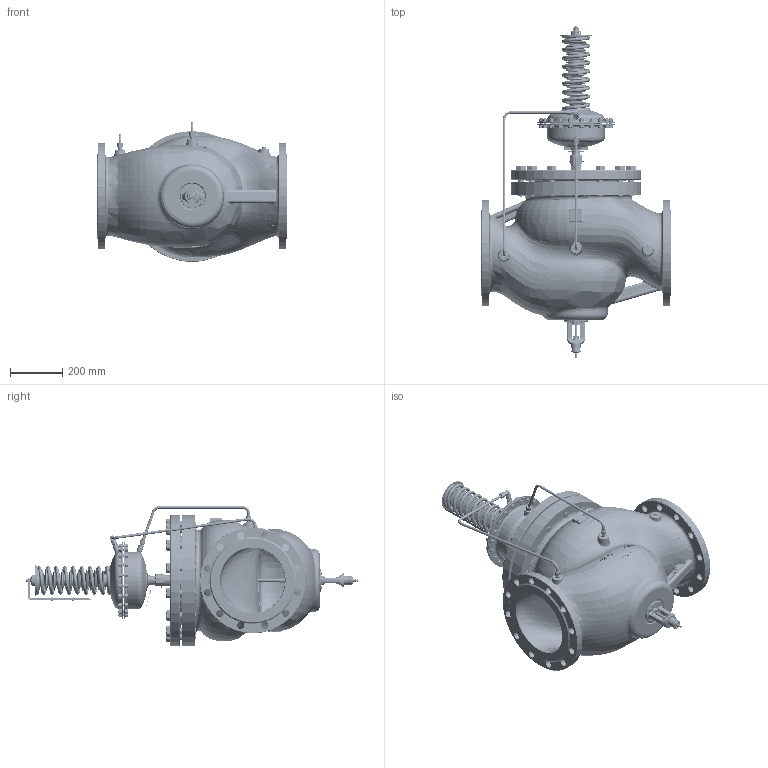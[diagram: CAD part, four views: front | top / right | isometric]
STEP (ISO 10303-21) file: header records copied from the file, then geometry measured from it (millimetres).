
FILE_DESCRIPTION((''),'2;1');
FILE_NAME('003G5566_AFQMP2_PN16_DN250_ASM','2022-03-28T15:48:28',('U369265'),(''),'CREO PARAMETRIC BY PTC INC, 2020342','CREO PARAMETRIC BY PTC INC, 2020342','');
FILE_SCHEMA(('CONFIG_CONTROL_DESIGN'));
Products named in the file (69): 88650550_VALVE_BODY_VFQM_DN250_; 88650760_VALVE_COVER_VFG_DN250_; HEX_SCREW_DIN931_M24X100_1; 88651210_YOKE_BODY_DN125_250__4; 88652270_SETT_SCREW_DN125-250_5; 88652330_STUFFING_BOX_DN150_2_3; 3220149_1_1_2_3_4_5; 88652960_CV_PISTON_H_SUB_DN250__ASM; 88651380_SPINDLE_CV_DN250_1; 88652990_CV_PISTON_SUB_DN250_AS_ASM; 88652800_POINTER_VFQM_1_1_2_3_5; 88652760_FLOW_LABEL_DN250_1; HEX_SCREW_DIN933_M06X18_1_1_2_5; 51817881_SCREW_SF_M3X5_1_1_2__5; 54540510_1_1_2_3_4_5; 188610240_1_1_2_3_4_5; WALTER_CONNECTION_1_1_2_3_4_5; WALTER_PROFILE_RING_1_1_2_3_4_5; WALTER_CONNECTION_NUT_1_1_2_3_5; 8863078_ASM_1_1_2_3_4_5_ASM; 88653200_VFQM_DN250_PN16_ASM_1_ASM; 88670130_HOUSING320_PN16_MINU_3; 88673400_TUBE_FI38X10X62_MINU_5; 88671660_PRESSURE_CONNEC-185056; WELD_PRESS_CON_4MM_1_1_2_3_4_5; WELD_320_4MM_AF22_1_1_2_3; WELD_320_4MM_2_1_1_2_3; 88671530_COVER320_PN16_MINUS__3_ASM; 88670120_HOUSING320_PN16_PLUS_3; 88671660_PRESSURE_CONNEC-190882; 88673410_TUBE_FI38X10X33_AF1__3; WELD_320_4MM_1_1_2_3; WELD_320_4MM_2_1; WELD_PRESS_CON_4MM_AF1_1_1_2_3; 88671520_COVER320_PN16_PLUS_A_3_ASM; 51018011_1_1_2_3; 52017500_1_1_2_3; 51917340_1_1_2_3; 88671040_SETTING_SPINDLE_PA_1_5; 88670600_CONNECTING_NUT_G1_1__5 ...
Assembly tree (172 placements, depth 6):
  003G5566_AFQMP2_PN16_DN250_ASM
    003G5566_AFQMP2_PN16_DN250_ASM__ASM
      88653200_VFQM_DN250_PN16_ASM_1_ASM
        88650550_VALVE_BODY_VFQM_DN250_
        88650760_VALVE_COVER_VFG_DN250_
        HEX_SCREW_DIN931_M24X100_1  x14
        88651210_YOKE_BODY_DN125_250__4
        88652270_SETT_SCREW_DN125-250_5
        88652960_CV_PISTON_H_SUB_DN250__ASM
          88652330_STUFFING_BOX_DN150_2_3
          3220149_1_1_2_3_4_5
        88652990_CV_PISTON_SUB_DN250_AS_ASM
          88651380_SPINDLE_CV_DN250_1
        88652800_POINTER_VFQM_1_1_2_3_5
        88652760_FLOW_LABEL_DN250_1
        HEX_SCREW_DIN933_M06X18_1_1_2_5  x4
        51817881_SCREW_SF_M3X5_1_1_2__5  x2
        54540510_1_1_2_3_4_5  x3
        188610240_1_1_2_3_4_5
        8863078_ASM_1_1_2_3_4_5_ASM  x2
          WALTER_CONNECTION_1_1_2_3_4_5
          WALTER_PROFILE_RING_1_1_2_3_4_5
          WALTER_CONNECTION_NUT_1_1_2_3_5
      003G5609_AFP2_PN16_320CM2_ASM_4_ASM
        88671530_COVER320_PN16_MINUS__3_ASM
          88670130_HOUSING320_PN16_MINU_3
          88673400_TUBE_FI38X10X62_MINU_5
          88671660_PRESSURE_CONNEC-185056
          WELD_PRESS_CON_4MM_1_1_2_3_4_5
          WELD_320_4MM_AF22_1_1_2_3
          WELD_320_4MM_2_1_1_2_3
        88671520_COVER320_PN16_PLUS_A_3_ASM
          88670120_HOUSING320_PN16_PLUS_3
          88671660_PRESSURE_CONNEC-190882
          88673410_TUBE_FI38X10X33_AF1__3
          WELD_320_4MM_1_1_2_3
          WELD_320_4MM_2_1
          WELD_PRESS_CON_4MM_AF1_1_1_2_3
        51018011_1_1_2_3  x20
        52017500_1_1_2_3  x40
        51917340_1_1_2_3  x20
        88671040_SETTING_SPINDLE_PA_1_5
        88670600_CONNECTING_NUT_G1_1__5
        88670800_SETTING_NUT_IPA_1_1__5
        88670300_SPRING_HOLDER_PA_1_1_5
        88673110_SPRING_COMPRESSION_R_3
        5454051_1_1_2_3_4_5  x2
        88630650_TUBE_CONN_2_0_DA_ASM_4_ASM  x2
          8863078_ASM_1_ASM
            WALTER_CONNECTION_1
            WALTER_PROFILE_RING_1
            WALTER_CONNECTION_NUT_1
          88630340_2_0_DA_00_1_1_2_3
        51817250_1_1_2_3_4_5
        8867345_SCALE_HOLDER_PA_1_1_2_5
        8867348_SETTING_SCALE_PA_1_1__5  x2
        88673470_SQUARE_NUT_HOLDER_PA_6  x2
        51817260_SCREW_BN33_1_1_2_3_4_5  x2
        88673820_1_1_2_3_4_5
        88673810_LABEL_PLATE_PA_1_1_2_5
Bounding box: 730 x 1269.2 x 534.07 mm (x, y, z)
Volume: 46874109.6 mm3; surface area: 4629216.1 mm2
Topology: 166 solids, 166 shells, 7373 faces, 18859 edges, 11943 vertices
Faces by surface type: plane 3084, cylinder 1624, cone 1387, torus 608, bspline 519, extrusion 92, sphere 52, revolution 7
Entity records: 238712 total; most frequent: CARTESIAN_POINT 112114, ORIENTED_EDGE 27370, DIRECTION 24638, EDGE_CURVE 13685, AXIS2_PLACEMENT_3D 9224, VERTEX_POINT 8817, VECTOR 6183, LINE 6091
